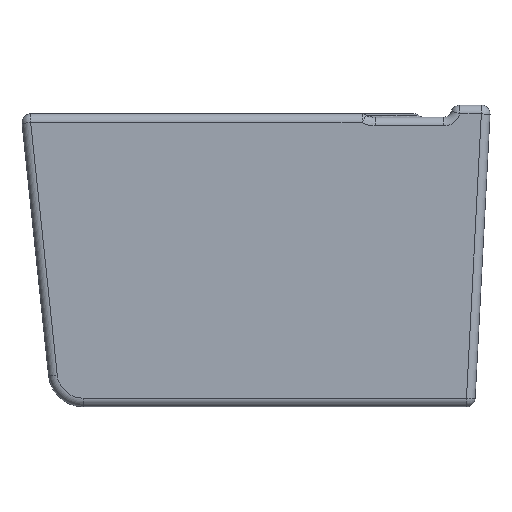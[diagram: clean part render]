
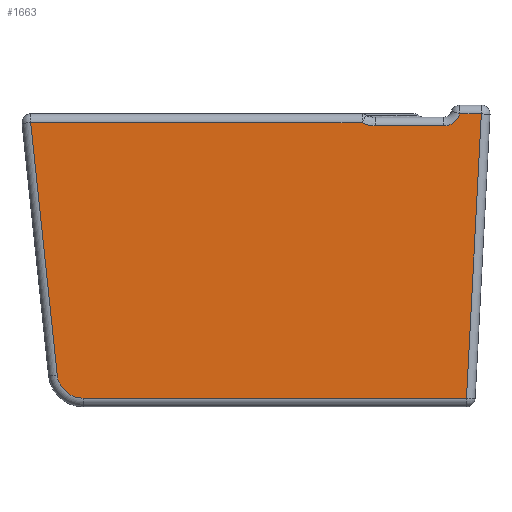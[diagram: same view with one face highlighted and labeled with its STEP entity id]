
A CAD part, front view. The second image highlights one B-rep face of the part: STEP entity #1663.
In plain terms, the highlighted planar face has unit normal (0, -1, 0).
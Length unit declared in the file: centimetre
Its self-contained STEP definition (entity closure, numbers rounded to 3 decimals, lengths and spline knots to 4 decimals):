
#101=B_SPLINE_CURVE_WITH_KNOTS('',3,(#3583,#3584,#3585,#3586,#3587),
 .UNSPECIFIED.,.F.,.F.,(4,1,4),(-0.7935,-0.4534,0.),
 .UNSPECIFIED.);
#129=PLANE('',#1852);
#215=LINE('',#3589,#315);
#216=LINE('',#3591,#316);
#217=LINE('',#3595,#317);
#218=LINE('',#3597,#318);
#219=LINE('',#3599,#319);
#220=LINE('',#3602,#320);
#315=VECTOR('',#2306,10.);
#316=VECTOR('',#2307,10.);
#317=VECTOR('',#2310,10.);
#318=VECTOR('',#2311,10.);
#319=VECTOR('',#2312,10.);
#320=VECTOR('',#2315,10.);
#446=FACE_OUTER_BOUND('',#556,.T.);
#556=EDGE_LOOP('',(#1454,#1455,#1456,#1457,#1458,#1459,#1460,#1461,#1462));
#663=CIRCLE('',#1853,15.);
#664=CIRCLE('',#1854,10.);
#819=VERTEX_POINT('',#3581);
#820=VERTEX_POINT('',#3582);
#821=VERTEX_POINT('',#3588);
#822=VERTEX_POINT('',#3590);
#823=VERTEX_POINT('',#3592);
#824=VERTEX_POINT('',#3594);
#825=VERTEX_POINT('',#3596);
#826=VERTEX_POINT('',#3598);
#827=VERTEX_POINT('',#3600);
#1035=EDGE_CURVE('',#819,#820,#101,.T.);
#1036=EDGE_CURVE('',#820,#821,#215,.T.);
#1037=EDGE_CURVE('',#821,#822,#216,.T.);
#1038=EDGE_CURVE('',#822,#823,#663,.T.);
#1039=EDGE_CURVE('',#823,#824,#217,.T.);
#1040=EDGE_CURVE('',#824,#825,#218,.T.);
#1041=EDGE_CURVE('',#825,#826,#219,.T.);
#1042=EDGE_CURVE('',#826,#827,#664,.T.);
#1043=EDGE_CURVE('',#827,#819,#220,.T.);
#1454=ORIENTED_EDGE('',*,*,#1035,.T.);
#1455=ORIENTED_EDGE('',*,*,#1036,.T.);
#1456=ORIENTED_EDGE('',*,*,#1037,.T.);
#1457=ORIENTED_EDGE('',*,*,#1038,.T.);
#1458=ORIENTED_EDGE('',*,*,#1039,.T.);
#1459=ORIENTED_EDGE('',*,*,#1040,.T.);
#1460=ORIENTED_EDGE('',*,*,#1041,.T.);
#1461=ORIENTED_EDGE('',*,*,#1042,.T.);
#1462=ORIENTED_EDGE('',*,*,#1043,.T.);
#1663=ADVANCED_FACE('',(#446),#129,.T.);
#1852=AXIS2_PLACEMENT_3D('',#3580,#2304,#2305);
#1853=AXIS2_PLACEMENT_3D('',#3593,#2308,#2309);
#1854=AXIS2_PLACEMENT_3D('',#3601,#2313,#2314);
#2304=DIRECTION('center_axis',(0.,-1.,0.));
#2305=DIRECTION('ref_axis',(0.,0.,-1.));
#2306=DIRECTION('',(-1.,0.,0.));
#2307=DIRECTION('',(0.105,0.,-0.995));
#2308=DIRECTION('center_axis',(0.,-1.,0.));
#2309=DIRECTION('ref_axis',(-0.669,0.,-0.743));
#2310=DIRECTION('',(1.,0.,0.));
#2311=DIRECTION('',(0.052,0.,0.999));
#2312=DIRECTION('',(-1.,0.,0.));
#2313=DIRECTION('center_axis',(0.,1.,0.));
#2314=DIRECTION('ref_axis',(0.592,0.,-0.806));
#2315=DIRECTION('',(-1.,0.,0.));
#3580=CARTESIAN_POINT('Origin',(-135.,-90.,87.));
#3581=CARTESIAN_POINT('',(-66.2503,-90.,162.));
#3582=CARTESIAN_POINT('',(-73.835,-90.,164.));
#3583=CARTESIAN_POINT('Ctrl Pts',(-66.2503,-90.,162.));
#3584=CARTESIAN_POINT('Ctrl Pts',(-67.3838,-90.,162.));
#3585=CARTESIAN_POINT('Ctrl Pts',(-70.0278,-90.,162.2878));
#3586=CARTESIAN_POINT('Ctrl Pts',(-72.5307,-90.,163.2364));
#3587=CARTESIAN_POINT('Ctrl Pts',(-73.835,-90.,164.));
#3588=CARTESIAN_POINT('',(-265.,-90.,164.));
#3589=CARTESIAN_POINT('',(-200.,-90.,164.));
#3590=CARTESIAN_POINT('',(-249.7002,-90.,18.4321));
#3591=CARTESIAN_POINT('',(-252.6376,-90.,46.3796));
#3592=CARTESIAN_POINT('',(-234.7824,-90.,5.));
#3593=CARTESIAN_POINT('Origin',(-234.7824,-90.,20.));
#3594=CARTESIAN_POINT('',(-13.5949,-90.,5.));
#3595=CARTESIAN_POINT('',(-74.2974,-90.,5.));
#3596=CARTESIAN_POINT('',(-5.,-90.,169.));
#3597=CARTESIAN_POINT('',(-7.3209,-90.,124.7151));
#3598=CARTESIAN_POINT('',(-17.4606,-90.,169.));
#3599=CARTESIAN_POINT('',(-82.5,-90.,169.));
#3600=CARTESIAN_POINT('',(-27.,-90.,162.));
#3601=CARTESIAN_POINT('Origin',(-27.,-90.,172.));
#3602=CARTESIAN_POINT('',(-91.8466,-90.,162.));
